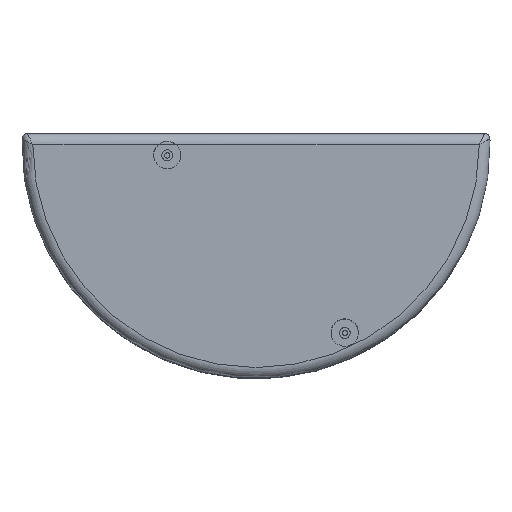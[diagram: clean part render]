
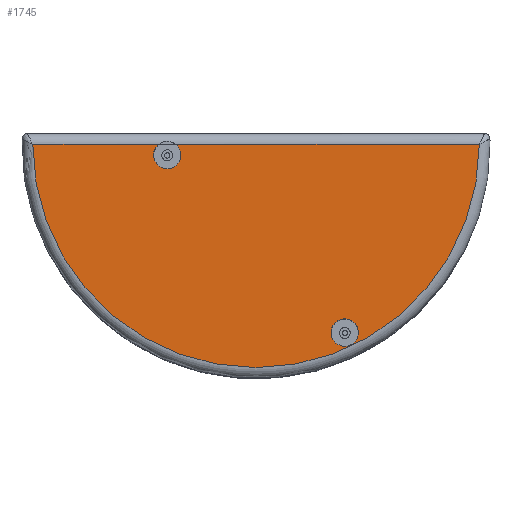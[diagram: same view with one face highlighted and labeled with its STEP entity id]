
A CAD part, top view. The second image highlights one B-rep face of the part: STEP entity #1745.
In plain terms, the highlighted planar face has unit normal (0, 0, 1).
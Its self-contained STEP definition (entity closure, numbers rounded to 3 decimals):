
#110=FACE_BOUND('',#281,.T.);
#164=FACE_OUTER_BOUND('',#280,.T.);
#280=EDGE_LOOP('',(#1353,#1354,#1355,#1356,#1357));
#281=EDGE_LOOP('',(#1358));
#433=LINE('',#2836,#563);
#434=LINE('',#2839,#564);
#563=VECTOR('',#2296,10.);
#564=VECTOR('',#2299,10.);
#634=CIRCLE('',#1854,2.55);
#635=CIRCLE('',#1855,2.55);
#679=CIRCLE('',#1934,41.5);
#680=CIRCLE('',#1935,2.55);
#743=VERTEX_POINT('',#2618);
#744=VERTEX_POINT('',#2620);
#745=VERTEX_POINT('',#2622);
#813=VERTEX_POINT('',#2835);
#814=VERTEX_POINT('',#2837);
#815=VERTEX_POINT('',#2840);
#907=EDGE_CURVE('',#744,#743,#634,.T.);
#909=EDGE_CURVE('',#743,#745,#635,.T.);
#1009=EDGE_CURVE('',#813,#745,#433,.T.);
#1010=EDGE_CURVE('',#814,#813,#679,.T.);
#1011=EDGE_CURVE('',#744,#814,#434,.T.);
#1012=EDGE_CURVE('',#815,#815,#680,.T.);
#1353=ORIENTED_EDGE('',*,*,#907,.T.);
#1354=ORIENTED_EDGE('',*,*,#909,.T.);
#1355=ORIENTED_EDGE('',*,*,#1009,.F.);
#1356=ORIENTED_EDGE('',*,*,#1010,.F.);
#1357=ORIENTED_EDGE('',*,*,#1011,.F.);
#1358=ORIENTED_EDGE('',*,*,#1012,.T.);
#1676=PLANE('',#1933);
#1745=ADVANCED_FACE('',(#164,#110),#1676,.T.);
#1854=AXIS2_PLACEMENT_3D('',#2621,#2080,#2081);
#1855=AXIS2_PLACEMENT_3D('',#2633,#2082,#2083);
#1933=AXIS2_PLACEMENT_3D('',#2834,#2294,#2295);
#1934=AXIS2_PLACEMENT_3D('',#2838,#2297,#2298);
#1935=AXIS2_PLACEMENT_3D('',#2841,#2300,#2301);
#2080=DIRECTION('center_axis',(0.,0.,-1.));
#2081=DIRECTION('ref_axis',(-1.,0.,0.));
#2082=DIRECTION('center_axis',(0.,0.,-1.));
#2083=DIRECTION('ref_axis',(-1.,0.,0.));
#2294=DIRECTION('center_axis',(0.,0.,1.));
#2295=DIRECTION('ref_axis',(1.,0.,0.));
#2296=DIRECTION('',(1.,0.,0.));
#2297=DIRECTION('center_axis',(0.,0.,-1.));
#2298=DIRECTION('ref_axis',(0.,-1.,0.));
#2299=DIRECTION('',(1.,0.,0.));
#2300=DIRECTION('center_axis',(0.,0.,-1.));
#2301=DIRECTION('ref_axis',(-1.,0.,0.));
#2618=CARTESIAN_POINT('',(1.05,31.5,55.));
#2620=CARTESIAN_POINT('',(0.082,33.5,55.));
#2621=CARTESIAN_POINT('Origin',(-1.5,31.5,55.));
#2622=CARTESIAN_POINT('',(-3.082,33.5,55.));
#2633=CARTESIAN_POINT('Origin',(-1.5,31.5,55.));
#2834=CARTESIAN_POINT('Origin',(15.,12.75,55.));
#2835=CARTESIAN_POINT('',(-26.5,33.5,55.));
#2836=CARTESIAN_POINT('',(36.727,33.5,55.));
#2837=CARTESIAN_POINT('',(56.5,33.5,55.));
#2838=CARTESIAN_POINT('Origin',(15.,33.5,55.));
#2839=CARTESIAN_POINT('',(36.727,33.5,55.));
#2840=CARTESIAN_POINT('',(34.05,-1.5,55.));
#2841=CARTESIAN_POINT('Origin',(31.5,-1.5,55.));
